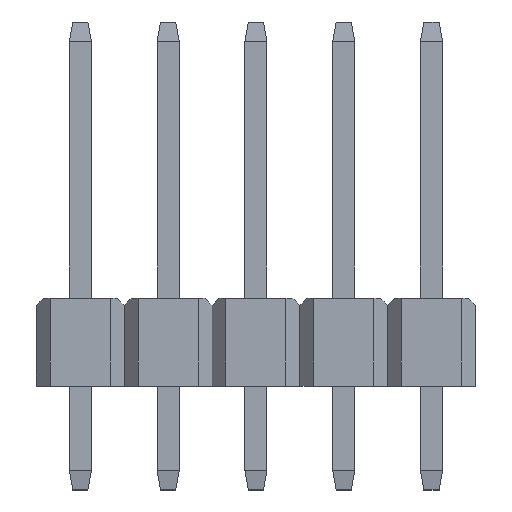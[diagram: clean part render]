
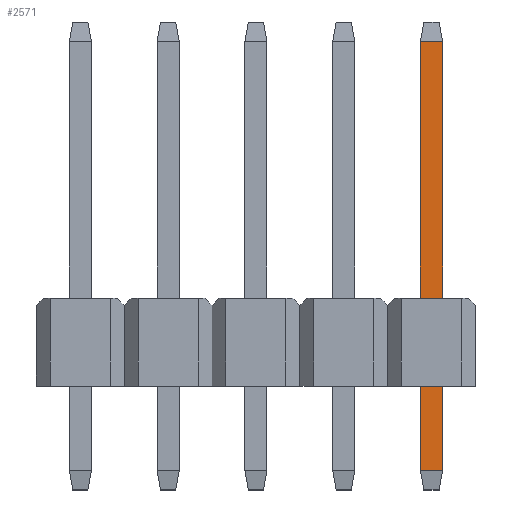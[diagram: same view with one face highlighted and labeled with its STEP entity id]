
A CAD part, top view. The second image highlights one B-rep face of the part: STEP entity #2571.
In plain terms, the highlighted planar face has unit normal (0, 0, 1).
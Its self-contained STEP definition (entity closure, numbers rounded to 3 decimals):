
#9 = VECTOR ( 'NONE', #2195, 1000. ) ;
#26 = VECTOR ( 'NONE', #2976, 1000. ) ;
#178 = LINE ( 'NONE', #2517, #26 ) ;
#726 = DIRECTION ( 'NONE',  ( -1., 0., 0. ) ) ;
#1132 = EDGE_CURVE ( 'NONE', #2560, #2861, #1962, .T. ) ;
#1728 = CARTESIAN_POINT ( 'NONE',  ( 9.84, -2.433, 0.32 ) ) ;
#1796 = ORIENTED_EDGE ( 'NONE', *, *, #4603, .T. ) ;
#1861 = ORIENTED_EDGE ( 'NONE', *, *, #1132, .F. ) ;
#1871 = ORIENTED_EDGE ( 'NONE', *, *, #3830, .T. ) ;
#1874 = CARTESIAN_POINT ( 'NONE',  ( 9.84, 9.973, 0.32 ) ) ;
#1928 = ORIENTED_EDGE ( 'NONE', *, *, #2713, .T. ) ;
#1962 = LINE ( 'NONE', #4598, #4337 ) ;
#2184 = CARTESIAN_POINT ( 'NONE',  ( 9.84, 10.54, 0.32 ) ) ;
#2188 = CARTESIAN_POINT ( 'NONE',  ( 10.48, -2.433, 0.32 ) ) ;
#2195 = DIRECTION ( 'NONE',  ( 1., 0., 0. ) ) ;
#2517 = CARTESIAN_POINT ( 'NONE',  ( 9.84, 10.54, 0.32 ) ) ;
#2560 = VERTEX_POINT ( 'NONE', #3966 ) ;
#2571 = ADVANCED_FACE ( 'NONE', ( #4593 ), #2649, .F. ) ;
#2649 = PLANE ( 'NONE',  #5529 ) ;
#2707 = LINE ( 'NONE', #3080, #9 ) ;
#2713 = EDGE_CURVE ( 'NONE', #3819, #4254, #178, .T. ) ;
#2861 = VERTEX_POINT ( 'NONE', #2188 ) ;
#2976 = DIRECTION ( 'NONE',  ( 0., -1., 0. ) ) ;
#3080 = CARTESIAN_POINT ( 'NONE',  ( 9.84, -2.433, 0.32 ) ) ;
#3499 = CARTESIAN_POINT ( 'NONE',  ( 9.84, 9.973, 0.32 ) ) ;
#3533 = DIRECTION ( 'NONE',  ( 0., 0., -1. ) ) ;
#3819 = VERTEX_POINT ( 'NONE', #3499 ) ;
#3830 = EDGE_CURVE ( 'NONE', #4254, #2861, #2707, .T. ) ;
#3966 = CARTESIAN_POINT ( 'NONE',  ( 10.48, 9.973, 0.32 ) ) ;
#4077 = LINE ( 'NONE', #1874, #5241 ) ;
#4254 = VERTEX_POINT ( 'NONE', #1728 ) ;
#4337 = VECTOR ( 'NONE', #4550, 1000. ) ;
#4538 = DIRECTION ( 'NONE',  ( -1., 0., 0. ) ) ;
#4550 = DIRECTION ( 'NONE',  ( 0., -1., 0. ) ) ;
#4593 = FACE_OUTER_BOUND ( 'NONE', #5102, .T. ) ;
#4598 = CARTESIAN_POINT ( 'NONE',  ( 10.48, 10.54, 0.32 ) ) ;
#4603 = EDGE_CURVE ( 'NONE', #2560, #3819, #4077, .T. ) ;
#5102 = EDGE_LOOP ( 'NONE', ( #1928, #1871, #1861, #1796 ) ) ;
#5241 = VECTOR ( 'NONE', #4538, 1000. ) ;
#5529 = AXIS2_PLACEMENT_3D ( 'NONE', #2184, #3533, #726 ) ;
